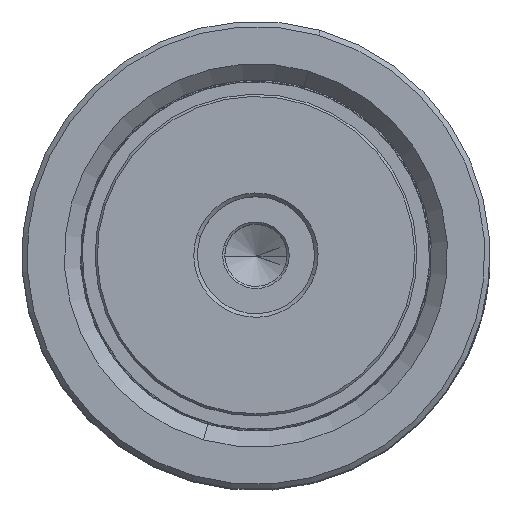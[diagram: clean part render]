
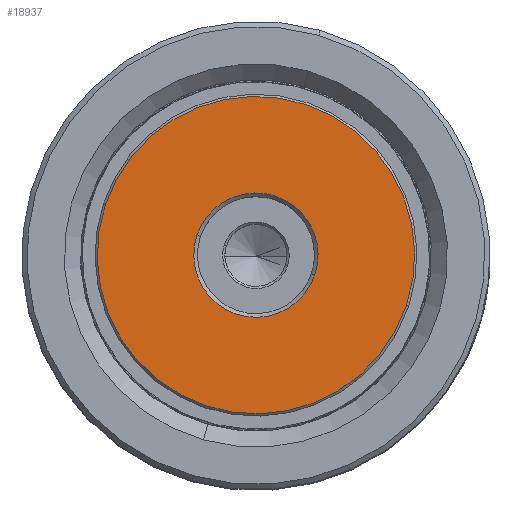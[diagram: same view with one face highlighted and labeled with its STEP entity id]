
A CAD part, top view. The second image highlights one B-rep face of the part: STEP entity #18937.
In plain terms, the highlighted face is planar.
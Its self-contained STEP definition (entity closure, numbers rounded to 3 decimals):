
#2776 = DIRECTION ( 'NONE',  ( 0., 0., 1. ) ) ;
#2866 = ORIENTED_EDGE ( 'NONE', *, *, #47862, .T. ) ;
#3426 = CARTESIAN_POINT ( 'NONE',  ( 0., 0., 0. ) ) ;
#3578 = AXIS2_PLACEMENT_3D ( 'NONE', #44457, #4320, #16376 ) ;
#3633 = CARTESIAN_POINT ( 'NONE',  ( 0., 0., 0. ) ) ;
#3648 = ORIENTED_EDGE ( 'NONE', *, *, #45199, .T. ) ;
#4320 = DIRECTION ( 'NONE',  ( 0., 0., 1. ) ) ;
#7867 = CARTESIAN_POINT ( 'NONE',  ( 8.5, 0., 0. ) ) ;
#8067 = AXIS2_PLACEMENT_3D ( 'NONE', #3426, #18129, #23815 ) ;
#8238 = CIRCLE ( 'NONE', #47231, 21.7 ) ;
#9271 = EDGE_CURVE ( 'NONE', #18373, #41648, #29260, .T. ) ;
#9610 = CIRCLE ( 'NONE', #8067, 8.5 ) ;
#10042 = EDGE_LOOP ( 'NONE', ( #3648, #40018 ) ) ;
#11671 = DIRECTION ( 'NONE',  ( 0., 0., -1. ) ) ;
#15686 = DIRECTION ( 'NONE',  ( 1., 0., 0. ) ) ;
#16376 = DIRECTION ( 'NONE',  ( 1., 0., 0. ) ) ;
#17363 = DIRECTION ( 'NONE',  ( 0., 0., -1. ) ) ;
#17367 = EDGE_CURVE ( 'NONE', #28305, #32053, #41579, .T. ) ;
#18129 = DIRECTION ( 'NONE',  ( 0., 0., 1. ) ) ;
#18373 = VERTEX_POINT ( 'NONE', #47164 ) ;
#18937 = ADVANCED_FACE ( 'NONE', ( #28459, #37206 ), #40269, .F. ) ;
#20382 = EDGE_LOOP ( 'NONE', ( #50113, #2866 ) ) ;
#21138 = AXIS2_PLACEMENT_3D ( 'NONE', #3633, #11671, #15686 ) ;
#23815 = DIRECTION ( 'NONE',  ( 1., 0., 0. ) ) ;
#28305 = VERTEX_POINT ( 'NONE', #7867 ) ;
#28459 = FACE_OUTER_BOUND ( 'NONE', #20382, .T. ) ;
#29260 = CIRCLE ( 'NONE', #21138, 21.7 ) ;
#29759 = CARTESIAN_POINT ( 'NONE',  ( 0., 0., 0. ) ) ;
#32053 = VERTEX_POINT ( 'NONE', #37770 ) ;
#34318 = AXIS2_PLACEMENT_3D ( 'NONE', #39247, #2776, #43243 ) ;
#37206 = FACE_BOUND ( 'NONE', #10042, .T. ) ;
#37770 = CARTESIAN_POINT ( 'NONE',  ( -8.5, 0., 0. ) ) ;
#39247 = CARTESIAN_POINT ( 'NONE',  ( 0., 0., 0. ) ) ;
#40018 = ORIENTED_EDGE ( 'NONE', *, *, #17367, .T. ) ;
#40269 = PLANE ( 'NONE',  #3578 ) ;
#41579 = CIRCLE ( 'NONE', #34318, 8.5 ) ;
#41648 = VERTEX_POINT ( 'NONE', #42781 ) ;
#42781 = CARTESIAN_POINT ( 'NONE',  ( -21.7, 0., 0. ) ) ;
#43243 = DIRECTION ( 'NONE',  ( 1., 0., 0. ) ) ;
#44457 = CARTESIAN_POINT ( 'NONE',  ( 0., 0., 0. ) ) ;
#45199 = EDGE_CURVE ( 'NONE', #32053, #28305, #9610, .T. ) ;
#47164 = CARTESIAN_POINT ( 'NONE',  ( 21.7, 0., 0. ) ) ;
#47231 = AXIS2_PLACEMENT_3D ( 'NONE', #29759, #17363, #49464 ) ;
#47862 = EDGE_CURVE ( 'NONE', #41648, #18373, #8238, .T. ) ;
#49464 = DIRECTION ( 'NONE',  ( 1., 0., 0. ) ) ;
#50113 = ORIENTED_EDGE ( 'NONE', *, *, #9271, .T. ) ;
